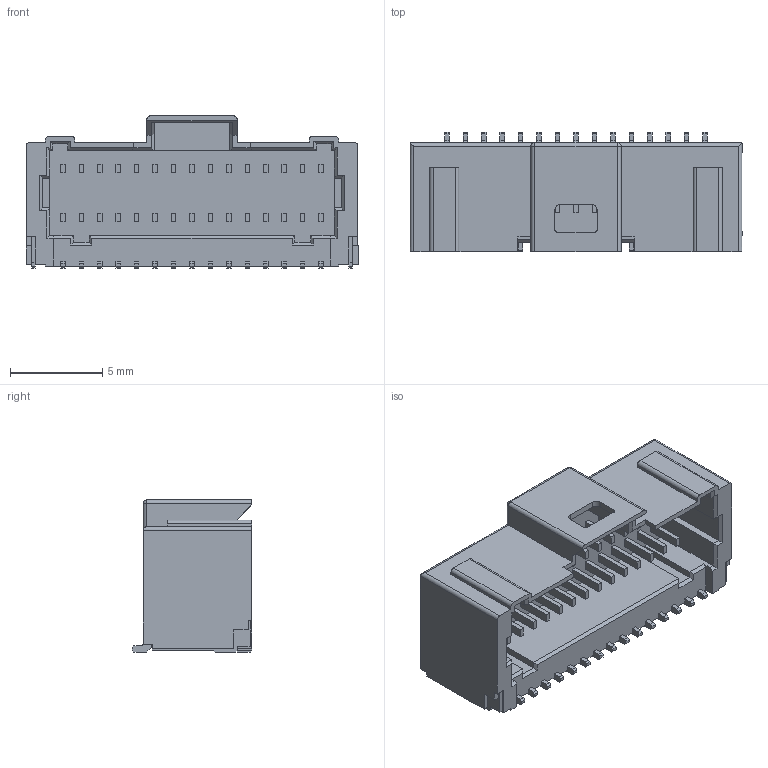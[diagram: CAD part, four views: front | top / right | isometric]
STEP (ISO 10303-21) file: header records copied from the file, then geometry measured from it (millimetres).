
FILE_DESCRIPTION(/* description */ (''),/* implementation_level */ '2;1');
FILE_NAME(/* name */ '2035673007wbm000_01_214.stp',/* time_stamp */ '2021-12-06T21:08:20+06:00',/* author */ (''),/* organization */ (''),/* preprocessor_version */ 'ST-DEVELOPER v16.7',/* originating_system */ 'SIEMENS PLM Software NX 1919',/* authorisation */ '');
FILE_SCHEMA (('AUTOMOTIVE_DESIGN { 1 0 10303 214 3 1 1 1 }'));
Length unit declared in the file: millimetre
Products named in the file (1): 2035673007wbm000_01
Bounding box: 18 x 6.5 x 8.25 mm (x, y, z)
Volume: 411.2 mm3; surface area: 864.6 mm2
Topology: 1 solids, 1 shells, 579 faces, 1548 edges, 1014 vertices
Faces by surface type: plane 545, cylinder 32, sphere 2
Entity records: 17668 total; most frequent: CARTESIAN_POINT 3140, ORIENTED_EDGE 3092, DIRECTION 2766, EDGE_CURVE 1546, LINE 1486, VECTOR 1486, VERTEX_POINT 1014, AXIS2_PLACEMENT_3D 640
